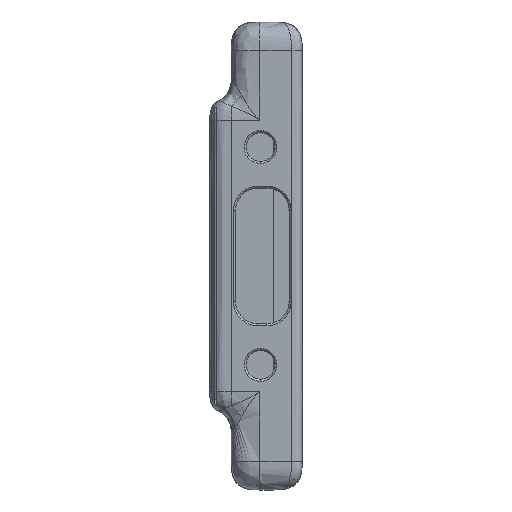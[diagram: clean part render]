
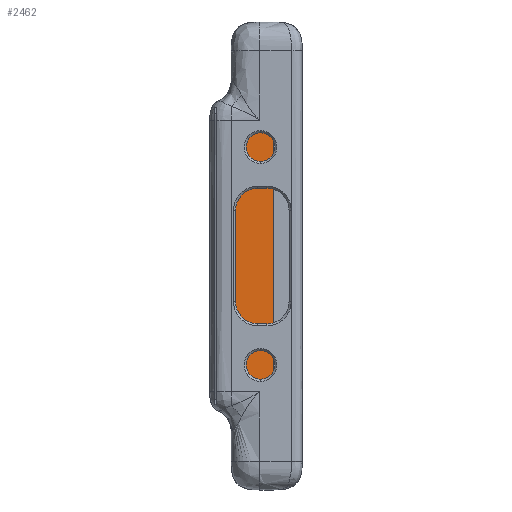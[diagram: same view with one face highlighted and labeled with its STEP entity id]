
A CAD part, left-side view. The second image highlights one B-rep face of the part: STEP entity #2462.
In plain terms, the highlighted planar face has unit normal (-1, 0, 0).
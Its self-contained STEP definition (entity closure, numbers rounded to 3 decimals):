
#292 = LINE ( 'NONE', #5864, #9344 ) ;
#379 = ORIENTED_EDGE ( 'NONE', *, *, #2236, .T. ) ;
#557 = FACE_OUTER_BOUND ( 'NONE', #18276, .T. ) ;
#1727 = LINE ( 'NONE', #15023, #7928 ) ;
#1817 = LINE ( 'NONE', #1933, #14384 ) ;
#1933 = CARTESIAN_POINT ( 'NONE',  ( 27.9, 0., 9.85 ) ) ;
#2118 = CARTESIAN_POINT ( 'NONE',  ( 27.9, 4.838, -9.85 ) ) ;
#2221 = CARTESIAN_POINT ( 'NONE',  ( 27.9, 0., 0. ) ) ;
#2236 = EDGE_CURVE ( 'NONE', #9020, #7893, #1817, .T. ) ;
#2462 = ADVANCED_FACE ( 'NONE', ( #557 ), #4229, .F. ) ;
#2773 = CARTESIAN_POINT ( 'NONE',  ( 27.9, 7.344, -7.344 ) ) ;
#3505 = ORIENTED_EDGE ( 'NONE', *, *, #3763, .T. ) ;
#3712 = VECTOR ( 'NONE', #22057, 1000. ) ;
#3763 = EDGE_CURVE ( 'NONE', #18576, #10646, #18205, .T. ) ;
#3976 = VECTOR ( 'NONE', #18574, 1000. ) ;
#4229 = PLANE ( 'NONE',  #17245 ) ;
#4427 = CARTESIAN_POINT ( 'NONE',  ( 27.9, 5.7, -8.988 ) ) ;
#4557 = EDGE_CURVE ( 'NONE', #11713, #9020, #292, .T. ) ;
#4713 = EDGE_CURVE ( 'NONE', #5373, #7893, #1727, .T. ) ;
#5209 = CARTESIAN_POINT ( 'NONE',  ( 27.9, 4.838, 9.85 ) ) ;
#5373 = VERTEX_POINT ( 'NONE', #19969 ) ;
#5678 = DIRECTION ( 'NONE',  ( 1., 0., 0. ) ) ;
#5744 = DIRECTION ( 'NONE',  ( 0., 0., 1. ) ) ;
#5864 = CARTESIAN_POINT ( 'NONE',  ( 27.9, 2.02, 0. ) ) ;
#7819 = CARTESIAN_POINT ( 'NONE',  ( 27.9, 2.02, -9.85 ) ) ;
#7893 = VERTEX_POINT ( 'NONE', #5209 ) ;
#7928 = VECTOR ( 'NONE', #20603, 1000. ) ;
#9020 = VERTEX_POINT ( 'NONE', #22098 ) ;
#9344 = VECTOR ( 'NONE', #5744, 1000. ) ;
#10188 = LINE ( 'NONE', #18484, #3712 ) ;
#10521 = DIRECTION ( 'NONE',  ( 0., 1., 0. ) ) ;
#10646 = VERTEX_POINT ( 'NONE', #2118 ) ;
#11268 = DIRECTION ( 'NONE',  ( 0., -0.707, -0.707 ) ) ;
#11713 = VERTEX_POINT ( 'NONE', #7819 ) ;
#13518 = ORIENTED_EDGE ( 'NONE', *, *, #19973, .T. ) ;
#14384 = VECTOR ( 'NONE', #10521, 1000. ) ;
#15023 = CARTESIAN_POINT ( 'NONE',  ( 27.9, 7.344, 7.344 ) ) ;
#15066 = VECTOR ( 'NONE', #11268, 1000. ) ;
#15549 = EDGE_CURVE ( 'NONE', #18576, #5373, #20147, .T. ) ;
#17245 = AXIS2_PLACEMENT_3D ( 'NONE', #2221, #5678, #17865 ) ;
#17489 = ORIENTED_EDGE ( 'NONE', *, *, #4713, .F. ) ;
#17865 = DIRECTION ( 'NONE',  ( 0., 0., -1. ) ) ;
#18205 = LINE ( 'NONE', #2773, #15066 ) ;
#18276 = EDGE_LOOP ( 'NONE', ( #13518, #19624, #379, #17489, #21245, #3505 ) ) ;
#18479 = CARTESIAN_POINT ( 'NONE',  ( 27.9, 5.7, 0. ) ) ;
#18484 = CARTESIAN_POINT ( 'NONE',  ( 27.9, 0., -9.85 ) ) ;
#18574 = DIRECTION ( 'NONE',  ( 0., 0., 1. ) ) ;
#18576 = VERTEX_POINT ( 'NONE', #4427 ) ;
#19624 = ORIENTED_EDGE ( 'NONE', *, *, #4557, .T. ) ;
#19969 = CARTESIAN_POINT ( 'NONE',  ( 27.9, 5.7, 8.988 ) ) ;
#19973 = EDGE_CURVE ( 'NONE', #10646, #11713, #10188, .T. ) ;
#20147 = LINE ( 'NONE', #18479, #3976 ) ;
#20603 = DIRECTION ( 'NONE',  ( 0., -0.707, 0.707 ) ) ;
#21245 = ORIENTED_EDGE ( 'NONE', *, *, #15549, .F. ) ;
#22057 = DIRECTION ( 'NONE',  ( 0., -1., 0. ) ) ;
#22098 = CARTESIAN_POINT ( 'NONE',  ( 27.9, 2.02, 9.85 ) ) ;
